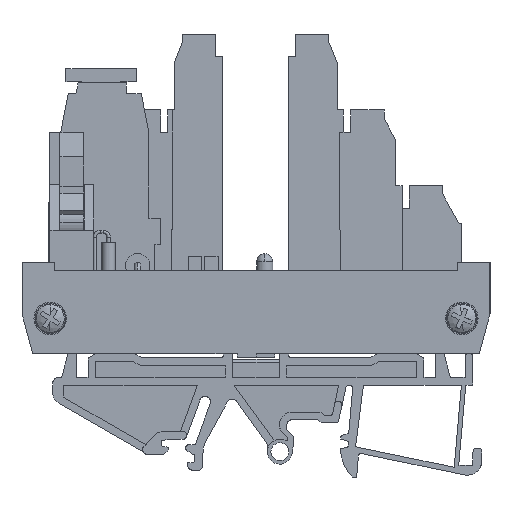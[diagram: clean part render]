
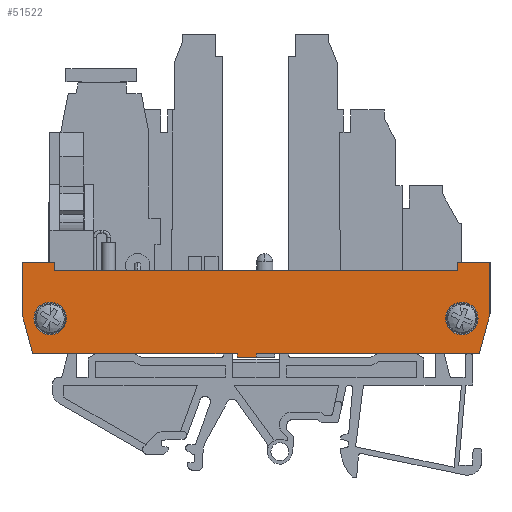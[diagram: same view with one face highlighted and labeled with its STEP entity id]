
A CAD part, left-side view. The second image highlights one B-rep face of the part: STEP entity #51522.
In plain terms, the highlighted planar face has unit normal (-1, 0, 0).
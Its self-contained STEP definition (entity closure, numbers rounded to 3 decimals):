
#29470=AXIS2_PLACEMENT_3D('Circle Axis2P3D',#29468,#29469,$) ;
#29500=AXIS2_PLACEMENT_3D('Circle Axis2P3D',#29498,#29499,$) ;
#29534=AXIS2_PLACEMENT_3D('Circle Axis2P3D',#29532,#29533,$) ;
#29564=AXIS2_PLACEMENT_3D('Circle Axis2P3D',#29562,#29563,$) ;
#51453=AXIS2_PLACEMENT_3D('Plane Axis2P3D',#51450,#51451,#51452) ;
#17812=CARTESIAN_POINT('Line Origine',(0.,0.,35.068)) ;
#17816=CARTESIAN_POINT('Vertex',(0.,0.,39.852)) ;
#17818=CARTESIAN_POINT('Vertex',(0.,0.,30.284)) ;
#18440=CARTESIAN_POINT('Vertex',(0.,43.2,22.952)) ;
#18443=CARTESIAN_POINT('Line Origine',(0.,43.2,22.622)) ;
#18447=CARTESIAN_POINT('Vertex',(0.,43.2,22.292)) ;
#22070=CARTESIAN_POINT('Line Origine',(0.,44.95,22.292)) ;
#22074=CARTESIAN_POINT('Vertex',(0.,46.7,22.292)) ;
#22099=CARTESIAN_POINT('Vertex',(0.,46.7,22.952)) ;
#22102=CARTESIAN_POINT('Line Origine',(0.,46.7,22.622)) ;
#29465=CARTESIAN_POINT('Vertex',(0.,8.2,29.452)) ;
#29468=CARTESIAN_POINT('Axis2P3D Location',(0.,5.2,29.452)) ;
#29472=CARTESIAN_POINT('Vertex',(0.,2.2,29.452)) ;
#29498=CARTESIAN_POINT('Axis2P3D Location',(0.,5.2,29.452)) ;
#29529=CARTESIAN_POINT('Vertex',(0.,84.2,29.452)) ;
#29532=CARTESIAN_POINT('Axis2P3D Location',(0.,81.2,29.452)) ;
#29536=CARTESIAN_POINT('Vertex',(0.,78.2,29.452)) ;
#29562=CARTESIAN_POINT('Axis2P3D Location',(0.,81.2,29.452)) ;
#51302=CARTESIAN_POINT('Vertex',(0.,1.965,22.952)) ;
#51305=CARTESIAN_POINT('Line Origine',(0.,0.982,26.618)) ;
#51323=CARTESIAN_POINT('Line Origine',(0.,85.418,26.618)) ;
#51327=CARTESIAN_POINT('Vertex',(0.,84.435,22.952)) ;
#51329=CARTESIAN_POINT('Vertex',(0.,86.4,30.284)) ;
#51430=CARTESIAN_POINT('Line Origine',(0.,86.4,35.068)) ;
#51434=CARTESIAN_POINT('Vertex',(0.,86.4,39.852)) ;
#51450=CARTESIAN_POINT('Axis2P3D Location',(0.,0.9,30.403)) ;
#51455=CARTESIAN_POINT('Line Origine',(0.,3.,39.852)) ;
#51459=CARTESIAN_POINT('Vertex',(0.,6.,39.852)) ;
#51462=CARTESIAN_POINT('Line Origine',(0.,6.,39.052)) ;
#51466=CARTESIAN_POINT('Vertex',(0.,6.,38.252)) ;
#51469=CARTESIAN_POINT('Line Origine',(0.,43.2,38.252)) ;
#51473=CARTESIAN_POINT('Vertex',(0.,80.4,38.252)) ;
#51476=CARTESIAN_POINT('Line Origine',(0.,80.4,39.052)) ;
#51480=CARTESIAN_POINT('Vertex',(0.,80.4,39.852)) ;
#51483=CARTESIAN_POINT('Line Origine',(0.,83.4,39.852)) ;
#51488=CARTESIAN_POINT('Line Origine',(0.,65.568,22.952)) ;
#51493=CARTESIAN_POINT('Line Origine',(0.,22.582,22.952)) ;
#17813=DIRECTION('Vector Direction',(0.,0.,-1.)) ;
#18444=DIRECTION('Vector Direction',(0.,0.,-1.)) ;
#22071=DIRECTION('Vector Direction',(0.,1.,0.)) ;
#22103=DIRECTION('Vector Direction',(0.,0.,-1.)) ;
#29469=DIRECTION('Axis2P3D Direction',(-1.,0.,0.)) ;
#29499=DIRECTION('Axis2P3D Direction',(-1.,0.,0.)) ;
#29533=DIRECTION('Axis2P3D Direction',(-1.,0.,0.)) ;
#29563=DIRECTION('Axis2P3D Direction',(-1.,0.,0.)) ;
#51306=DIRECTION('Vector Direction',(0.,0.259,-0.966)) ;
#51324=DIRECTION('Vector Direction',(0.,0.259,0.966)) ;
#51431=DIRECTION('Vector Direction',(0.,0.,1.)) ;
#51451=DIRECTION('Axis2P3D Direction',(1.,0.,-0.)) ;
#51452=DIRECTION('Axis2P3D XDirection',(0.,1.,0.)) ;
#51456=DIRECTION('Vector Direction',(0.,-1.,0.)) ;
#51463=DIRECTION('Vector Direction',(0.,0.,1.)) ;
#51470=DIRECTION('Vector Direction',(0.,-1.,0.)) ;
#51477=DIRECTION('Vector Direction',(0.,0.,-1.)) ;
#51484=DIRECTION('Vector Direction',(0.,-1.,0.)) ;
#51489=DIRECTION('Vector Direction',(0.,1.,0.)) ;
#51494=DIRECTION('Vector Direction',(0.,1.,0.)) ;
#17814=VECTOR('Line Direction',#17813,1.) ;
#18445=VECTOR('Line Direction',#18444,1.) ;
#22072=VECTOR('Line Direction',#22071,1.) ;
#22104=VECTOR('Line Direction',#22103,1.) ;
#51307=VECTOR('Line Direction',#51306,1.) ;
#51325=VECTOR('Line Direction',#51324,1.) ;
#51432=VECTOR('Line Direction',#51431,1.) ;
#51457=VECTOR('Line Direction',#51456,1.) ;
#51464=VECTOR('Line Direction',#51463,1.) ;
#51471=VECTOR('Line Direction',#51470,1.) ;
#51478=VECTOR('Line Direction',#51477,1.) ;
#51485=VECTOR('Line Direction',#51484,1.) ;
#51490=VECTOR('Line Direction',#51489,1.) ;
#51495=VECTOR('Line Direction',#51494,1.) ;
#51499=ORIENTED_EDGE('',*,*,#51309,.F.) ;
#51500=ORIENTED_EDGE('',*,*,#17820,.F.) ;
#51501=ORIENTED_EDGE('',*,*,#51461,.F.) ;
#51502=ORIENTED_EDGE('',*,*,#51468,.F.) ;
#51503=ORIENTED_EDGE('',*,*,#51475,.F.) ;
#51504=ORIENTED_EDGE('',*,*,#51482,.F.) ;
#51505=ORIENTED_EDGE('',*,*,#51487,.F.) ;
#51506=ORIENTED_EDGE('',*,*,#51436,.F.) ;
#51507=ORIENTED_EDGE('',*,*,#51331,.F.) ;
#51508=ORIENTED_EDGE('',*,*,#51492,.F.) ;
#51509=ORIENTED_EDGE('',*,*,#22106,.T.) ;
#51510=ORIENTED_EDGE('',*,*,#22076,.F.) ;
#51511=ORIENTED_EDGE('',*,*,#18449,.F.) ;
#51512=ORIENTED_EDGE('',*,*,#51497,.F.) ;
#51515=ORIENTED_EDGE('',*,*,#29502,.F.) ;
#51516=ORIENTED_EDGE('',*,*,#29474,.F.) ;
#51519=ORIENTED_EDGE('',*,*,#29566,.F.) ;
#51520=ORIENTED_EDGE('',*,*,#29538,.F.) ;
#51517=FACE_BOUND('',#51514,.T.) ;
#51521=FACE_BOUND('',#51518,.T.) ;
#51522=ADVANCED_FACE('NONE',(#51513,#51517,#51521),#51454,.F.) ;
#29471=CIRCLE('generated circle',#29470,3.) ;
#29501=CIRCLE('generated circle',#29500,3.) ;
#29535=CIRCLE('generated circle',#29534,3.) ;
#29565=CIRCLE('generated circle',#29564,3.) ;
#17820=EDGE_CURVE('',#17817,#17819,#17815,.T.) ;
#18449=EDGE_CURVE('',#18441,#18448,#18446,.T.) ;
#22076=EDGE_CURVE('',#18448,#22075,#22073,.T.) ;
#22106=EDGE_CURVE('',#22100,#22075,#22105,.T.) ;
#29474=EDGE_CURVE('',#29466,#29473,#29471,.T.) ;
#29502=EDGE_CURVE('',#29473,#29466,#29501,.T.) ;
#29538=EDGE_CURVE('',#29530,#29537,#29535,.T.) ;
#29566=EDGE_CURVE('',#29537,#29530,#29565,.T.) ;
#51309=EDGE_CURVE('',#17819,#51303,#51308,.T.) ;
#51331=EDGE_CURVE('',#51328,#51330,#51326,.T.) ;
#51436=EDGE_CURVE('',#51330,#51435,#51433,.T.) ;
#51461=EDGE_CURVE('',#51460,#17817,#51458,.T.) ;
#51468=EDGE_CURVE('',#51467,#51460,#51465,.T.) ;
#51475=EDGE_CURVE('',#51474,#51467,#51472,.T.) ;
#51482=EDGE_CURVE('',#51481,#51474,#51479,.T.) ;
#51487=EDGE_CURVE('',#51435,#51481,#51486,.T.) ;
#51492=EDGE_CURVE('',#22100,#51328,#51491,.T.) ;
#51497=EDGE_CURVE('',#51303,#18441,#51496,.T.) ;
#51498=EDGE_LOOP('',(#51499,#51500,#51501,#51502,#51503,#51504,#51505,#51506,#51507,#51508,#51509,#51510,#51511,#51512)) ;
#51514=EDGE_LOOP('',(#51515,#51516)) ;
#51518=EDGE_LOOP('',(#51519,#51520)) ;
#51513=FACE_OUTER_BOUND('',#51498,.T.) ;
#17815=LINE('Line',#17812,#17814) ;
#18446=LINE('Line',#18443,#18445) ;
#22073=LINE('Line',#22070,#22072) ;
#22105=LINE('Line',#22102,#22104) ;
#51308=LINE('Line',#51305,#51307) ;
#51326=LINE('Line',#51323,#51325) ;
#51433=LINE('Line',#51430,#51432) ;
#51458=LINE('Line',#51455,#51457) ;
#51465=LINE('Line',#51462,#51464) ;
#51472=LINE('Line',#51469,#51471) ;
#51479=LINE('Line',#51476,#51478) ;
#51486=LINE('Line',#51483,#51485) ;
#51491=LINE('Line',#51488,#51490) ;
#51496=LINE('Line',#51493,#51495) ;
#51454=PLANE('',#51453) ;
#17817=VERTEX_POINT('',#17816) ;
#17819=VERTEX_POINT('',#17818) ;
#18441=VERTEX_POINT('',#18440) ;
#18448=VERTEX_POINT('',#18447) ;
#22075=VERTEX_POINT('',#22074) ;
#22100=VERTEX_POINT('',#22099) ;
#29466=VERTEX_POINT('',#29465) ;
#29473=VERTEX_POINT('',#29472) ;
#29530=VERTEX_POINT('',#29529) ;
#29537=VERTEX_POINT('',#29536) ;
#51303=VERTEX_POINT('',#51302) ;
#51328=VERTEX_POINT('',#51327) ;
#51330=VERTEX_POINT('',#51329) ;
#51435=VERTEX_POINT('',#51434) ;
#51460=VERTEX_POINT('',#51459) ;
#51467=VERTEX_POINT('',#51466) ;
#51474=VERTEX_POINT('',#51473) ;
#51481=VERTEX_POINT('',#51480) ;
